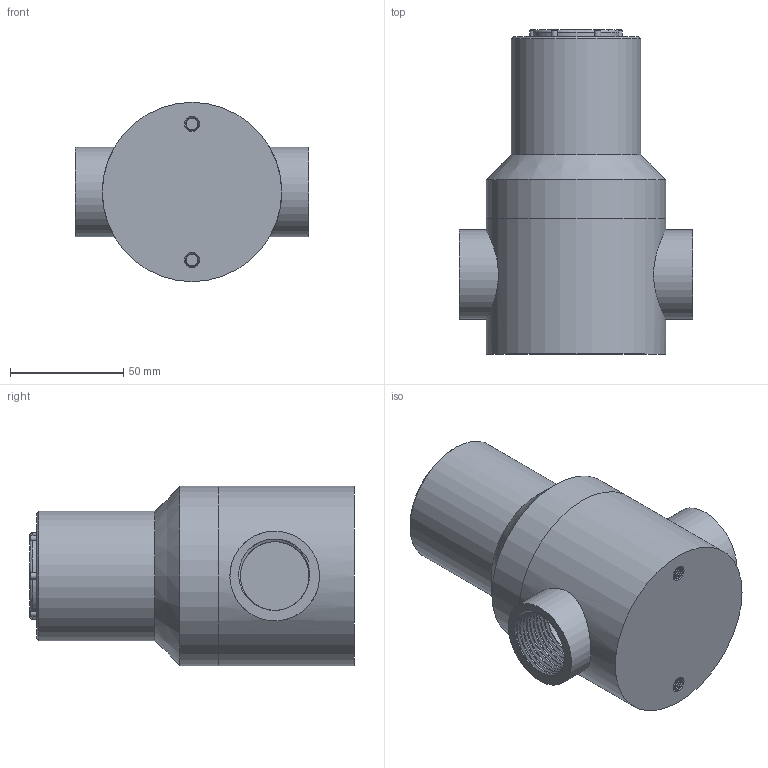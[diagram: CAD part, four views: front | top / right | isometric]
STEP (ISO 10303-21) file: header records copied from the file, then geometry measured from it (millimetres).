
FILE_DESCRIPTION (( 'STEP AP214' ), '1' );
FILE_NAME ('1-1101-3X.STEP', '2019-05-20T13:04:06', ( '' ), ( '' ), 'SwSTEP 2.0', 'SolidWorks 2019', '' );
FILE_SCHEMA (( 'AUTOMOTIVE_DESIGN' ));
Length unit declared in the file: millimetre
Products named in the file (10): 1 threaded insert; 316 mc body 1; 32 + 40mm Dust Cap; 1-1101-3X; PVC Bonnet all size_32mm PVC-304; PVC Bonnet all size
Assembly tree (5 placements, depth 2):
  1 threaded insert
  316 mc body 1
  32 + 40mm Dust Cap
  1-1101-3X
    316 mc body 1
    1 threaded insert  x2
    PVC Bonnet all size_32mm PVC-304
    32 + 40mm Dust Cap
  1 threaded insert
Bounding box: 103 x 142.9 x 79 mm (x, y, z)
Volume: 536372.7 mm3; surface area: 75815.6 mm2
Topology: 5 solids, 5 shells, 89 faces, 203 edges, 133 vertices
Faces by surface type: cylinder 28, plane 25, bspline 18, torus 12, cone 6
Full cylindrical faces by diameter (mm): 27.5 x1, 33 x2, 39.5 x2, 39.51 x2, 55 x1, 57 x1, 79 x2
Entity records: 15295 total; most frequent: CARTESIAN_POINT 13427, ORIENTED_EDGE 332, DIRECTION 319, EDGE_CURVE 166, AXIS2_PLACEMENT_3D 146, VERTEX_POINT 117, EDGE_LOOP 109, FACE_OUTER_BOUND 92
